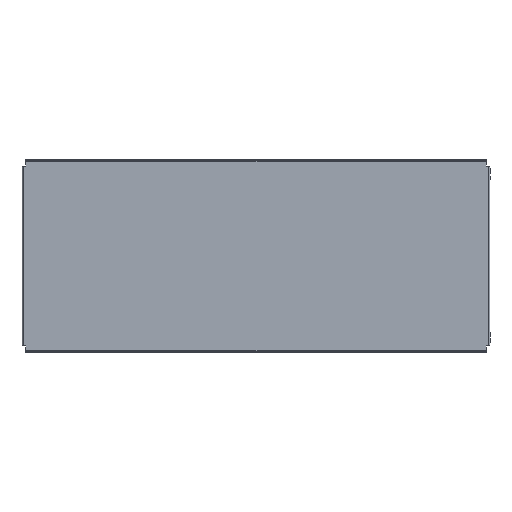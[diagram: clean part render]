
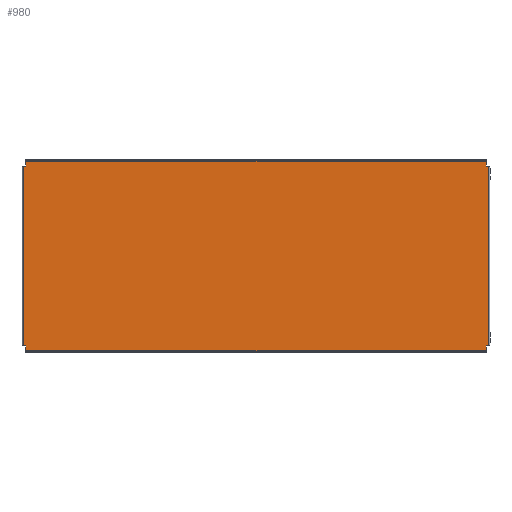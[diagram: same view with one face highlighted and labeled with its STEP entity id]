
A CAD part, top view. The second image highlights one B-rep face of the part: STEP entity #980.
In plain terms, the highlighted planar face has unit normal (0, 0, 1).
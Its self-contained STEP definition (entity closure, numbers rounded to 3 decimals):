
#164 = VERTEX_POINT ( 'NONE', #3064 ) ;
#165 = VERTEX_POINT ( 'NONE', #2972 ) ;
#168 = VERTEX_POINT ( 'NONE', #2954 ) ;
#169 = VERTEX_POINT ( 'NONE', #2948 ) ;
#170 = VERTEX_POINT ( 'NONE', #2947 ) ;
#171 = VERTEX_POINT ( 'NONE', #2961 ) ;
#172 = VERTEX_POINT ( 'NONE', #3053 ) ;
#174 = VERTEX_POINT ( 'NONE', #3044 ) ;
#175 = VERTEX_POINT ( 'NONE', #3039 ) ;
#176 = VERTEX_POINT ( 'NONE', #3037 ) ;
#177 = VERTEX_POINT ( 'NONE', #3032 ) ;
#178 = VERTEX_POINT ( 'NONE', #3024 ) ;
#441 = FACE_OUTER_BOUND ( 'NONE', #2667, .T. ) ;
#629 = LINE ( 'NONE', #1815, #642 ) ;
#639 = LINE ( 'NONE', #1818, #644 ) ;
#642 = VECTOR ( 'NONE', #1828, 1000. ) ;
#643 = LINE ( 'NONE', #1830, #646 ) ;
#644 = VECTOR ( 'NONE', #1829, 1000. ) ;
#645 = LINE ( 'NONE', #1832, #648 ) ;
#646 = VECTOR ( 'NONE', #1831, 1000. ) ;
#647 = LINE ( 'NONE', #1834, #650 ) ;
#648 = VECTOR ( 'NONE', #1833, 1000. ) ;
#649 = LINE ( 'NONE', #1836, #652 ) ;
#650 = VECTOR ( 'NONE', #1835, 1000. ) ;
#651 = LINE ( 'NONE', #1838, #654 ) ;
#652 = VECTOR ( 'NONE', #1837, 1000. ) ;
#653 = LINE ( 'NONE', #1840, #656 ) ;
#654 = VECTOR ( 'NONE', #1839, 1000. ) ;
#655 = LINE ( 'NONE', #1842, #658 ) ;
#656 = VECTOR ( 'NONE', #1841, 1000. ) ;
#658 = VECTOR ( 'NONE', #1843, 1000. ) ;
#659 = LINE ( 'NONE', #1846, #662 ) ;
#661 = LINE ( 'NONE', #1848, #664 ) ;
#662 = VECTOR ( 'NONE', #1847, 1000. ) ;
#663 = LINE ( 'NONE', #1850, #666 ) ;
#664 = VECTOR ( 'NONE', #1849, 1000. ) ;
#666 = VECTOR ( 'NONE', #1851, 1000. ) ;
#980 = ADVANCED_FACE ( 'NONE', ( #441 ), #1523, .T. ) ;
#1085 = EDGE_CURVE ( 'NONE', #175, #165, #629, .T. ) ;
#1086 = EDGE_CURVE ( 'NONE', #175, #178, #639, .T. ) ;
#1087 = EDGE_CURVE ( 'NONE', #177, #178, #643, .T. ) ;
#1088 = EDGE_CURVE ( 'NONE', #176, #177, #645, .T. ) ;
#1089 = EDGE_CURVE ( 'NONE', #169, #176, #647, .T. ) ;
#1090 = EDGE_CURVE ( 'NONE', #169, #174, #649, .T. ) ;
#1091 = EDGE_CURVE ( 'NONE', #168, #174, #651, .T. ) ;
#1092 = EDGE_CURVE ( 'NONE', #168, #172, #653, .T. ) ;
#1093 = EDGE_CURVE ( 'NONE', #171, #172, #655, .T. ) ;
#1095 = EDGE_CURVE ( 'NONE', #170, #171, #659, .T. ) ;
#1096 = EDGE_CURVE ( 'NONE', #164, #170, #661, .T. ) ;
#1097 = EDGE_CURVE ( 'NONE', #164, #165, #663, .T. ) ;
#1311 = AXIS2_PLACEMENT_3D ( 'NONE', #1516, #1525, #1526 ) ;
#1516 = CARTESIAN_POINT ( 'NONE',  ( -442., -182.5, 2. ) ) ;
#1523 = PLANE ( 'NONE',  #1311 ) ;
#1525 = DIRECTION ( 'NONE',  ( 0., 0., 1. ) ) ;
#1526 = DIRECTION ( 'NONE',  ( 1., 0., 0. ) ) ;
#1815 = CARTESIAN_POINT ( 'NONE',  ( -442., 182.5, 2. ) ) ;
#1818 = CARTESIAN_POINT ( 'NONE',  ( -442., 181.5, 2. ) ) ;
#1828 = DIRECTION ( 'NONE',  ( 0., -1., 0. ) ) ;
#1829 = DIRECTION ( 'NONE',  ( 1., 0., 0. ) ) ;
#1830 = CARTESIAN_POINT ( 'NONE',  ( 442., 182.5, 2. ) ) ;
#1831 = DIRECTION ( 'NONE',  ( 0., 1., 0. ) ) ;
#1832 = CARTESIAN_POINT ( 'NONE',  ( 447., 172.5, 2. ) ) ;
#1833 = DIRECTION ( 'NONE',  ( -1., 0., 0. ) ) ;
#1834 = CARTESIAN_POINT ( 'NONE',  ( 446., -172.5, 2. ) ) ;
#1835 = DIRECTION ( 'NONE',  ( 0., 1., 0. ) ) ;
#1836 = CARTESIAN_POINT ( 'NONE',  ( 447., -172.5, 2. ) ) ;
#1837 = DIRECTION ( 'NONE',  ( -1., 0., 0. ) ) ;
#1838 = CARTESIAN_POINT ( 'NONE',  ( 442., 182.5, 2. ) ) ;
#1839 = DIRECTION ( 'NONE',  ( 0., 1., 0. ) ) ;
#1840 = CARTESIAN_POINT ( 'NONE',  ( 442., -181.5, 2. ) ) ;
#1841 = DIRECTION ( 'NONE',  ( -1., 0., 0. ) ) ;
#1842 = CARTESIAN_POINT ( 'NONE',  ( -442., 182.5, 2. ) ) ;
#1843 = DIRECTION ( 'NONE',  ( 0., -1., 0. ) ) ;
#1846 = CARTESIAN_POINT ( 'NONE',  ( -447., -172.5, 2. ) ) ;
#1847 = DIRECTION ( 'NONE',  ( 1., 0., 0. ) ) ;
#1848 = CARTESIAN_POINT ( 'NONE',  ( -446., 172.5, 2. ) ) ;
#1849 = DIRECTION ( 'NONE',  ( 0., -1., 0. ) ) ;
#1850 = CARTESIAN_POINT ( 'NONE',  ( -447., 172.5, 2. ) ) ;
#1851 = DIRECTION ( 'NONE',  ( 1., 0., 0. ) ) ;
#2296 = ORIENTED_EDGE ( 'NONE', *, *, #1095, .T. ) ;
#2334 = ORIENTED_EDGE ( 'NONE', *, *, #1093, .T. ) ;
#2372 = ORIENTED_EDGE ( 'NONE', *, *, #1092, .F. ) ;
#2410 = ORIENTED_EDGE ( 'NONE', *, *, #1087, .T. ) ;
#2448 = ORIENTED_EDGE ( 'NONE', *, *, #1086, .F. ) ;
#2486 = ORIENTED_EDGE ( 'NONE', *, *, #1085, .T. ) ;
#2600 = ORIENTED_EDGE ( 'NONE', *, *, #1097, .F. ) ;
#2638 = ORIENTED_EDGE ( 'NONE', *, *, #1096, .T. ) ;
#2667 = EDGE_LOOP ( 'NONE', ( #2600, #2638, #2296, #2334, #2372, #2777, #2778, #2785, #2678, #2410, #2448, #2486 ) ) ;
#2678 = ORIENTED_EDGE ( 'NONE', *, *, #1088, .T. ) ;
#2777 = ORIENTED_EDGE ( 'NONE', *, *, #1091, .T. ) ;
#2778 = ORIENTED_EDGE ( 'NONE', *, *, #1090, .F. ) ;
#2785 = ORIENTED_EDGE ( 'NONE', *, *, #1089, .T. ) ;
#2947 = CARTESIAN_POINT ( 'NONE',  ( -446., -172.5, 2. ) ) ;
#2948 = CARTESIAN_POINT ( 'NONE',  ( 446., -172.5, 2. ) ) ;
#2954 = CARTESIAN_POINT ( 'NONE',  ( 442., -181.5, 2. ) ) ;
#2961 = CARTESIAN_POINT ( 'NONE',  ( -442., -172.5, 2. ) ) ;
#2972 = CARTESIAN_POINT ( 'NONE',  ( -442., 172.5, 2. ) ) ;
#3024 = CARTESIAN_POINT ( 'NONE',  ( 442., 181.5, 2. ) ) ;
#3032 = CARTESIAN_POINT ( 'NONE',  ( 442., 172.5, 2. ) ) ;
#3037 = CARTESIAN_POINT ( 'NONE',  ( 446., 172.5, 2. ) ) ;
#3039 = CARTESIAN_POINT ( 'NONE',  ( -442., 181.5, 2. ) ) ;
#3044 = CARTESIAN_POINT ( 'NONE',  ( 442., -172.5, 2. ) ) ;
#3053 = CARTESIAN_POINT ( 'NONE',  ( -442., -181.5, 2. ) ) ;
#3064 = CARTESIAN_POINT ( 'NONE',  ( -446., 172.5, 2. ) ) ;
